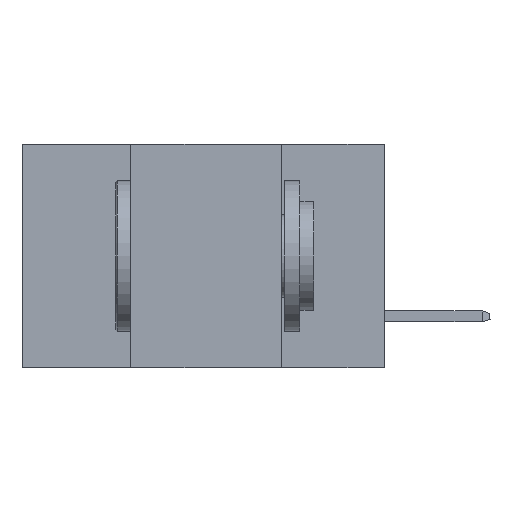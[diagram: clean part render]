
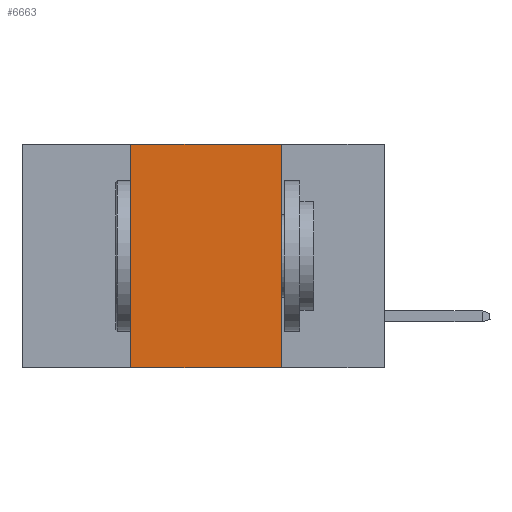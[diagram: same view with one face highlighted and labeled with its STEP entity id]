
A CAD part, left-side view. The second image highlights one B-rep face of the part: STEP entity #6663.
In plain terms, the highlighted planar face has unit normal (-1, 0, 0).
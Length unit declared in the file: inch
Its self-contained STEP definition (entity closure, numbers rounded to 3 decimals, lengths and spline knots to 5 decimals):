
#5 = DIRECTION ( 'NONE',  ( 0., 0., -1. ) ) ;
#321 = LINE ( 'NONE', #7343, #6829 ) ;
#438 = CARTESIAN_POINT ( 'NONE',  ( 0., 0.42, -0.37 ) ) ;
#545 = VERTEX_POINT ( 'NONE', #1773 ) ;
#915 = EDGE_CURVE ( 'NONE', #2540, #545, #4870, .T. ) ;
#1773 = CARTESIAN_POINT ( 'NONE',  ( 0., 0.42, 0. ) ) ;
#1804 = EDGE_CURVE ( 'NONE', #2540, #2681, #4177, .T. ) ;
#1986 = EDGE_CURVE ( 'NONE', #545, #7822, #321, .T. ) ;
#2540 = VERTEX_POINT ( 'NONE', #438 ) ;
#2681 = VERTEX_POINT ( 'NONE', #6930 ) ;
#4177 = LINE ( 'NONE', #7657, #9481 ) ;
#4388 = VECTOR ( 'NONE', #5, 39.37008 ) ;
#4664 = LINE ( 'NONE', #8184, #4388 ) ;
#4870 = LINE ( 'NONE', #5763, #8746 ) ;
#5560 = PLANE ( 'NONE',  #9508 ) ;
#5763 = CARTESIAN_POINT ( 'NONE',  ( 0., 0.42, 0. ) ) ;
#5784 = FACE_OUTER_BOUND ( 'NONE', #6934, .T. ) ;
#6230 = DIRECTION ( 'NONE',  ( 0., -1., 0. ) ) ;
#6304 = CARTESIAN_POINT ( 'NONE',  ( 0., 0.17, 0. ) ) ;
#6663 = ADVANCED_FACE ( 'NONE', ( #5784 ), #5560, .F. ) ;
#6829 = VECTOR ( 'NONE', #6230, 39.37008 ) ;
#6930 = CARTESIAN_POINT ( 'NONE',  ( 0., 0.17, -0.37 ) ) ;
#6934 = EDGE_LOOP ( 'NONE', ( #7442, #7450, #7504, #7558 ) ) ;
#7343 = CARTESIAN_POINT ( 'NONE',  ( 0., 0.6, 0. ) ) ;
#7442 = ORIENTED_EDGE ( 'NONE', *, *, #8952, .F. ) ;
#7450 = ORIENTED_EDGE ( 'NONE', *, *, #1986, .F. ) ;
#7504 = ORIENTED_EDGE ( 'NONE', *, *, #915, .F. ) ;
#7558 = ORIENTED_EDGE ( 'NONE', *, *, #1804, .T. ) ;
#7648 = DIRECTION ( 'NONE',  ( 0., -1., 0. ) ) ;
#7657 = CARTESIAN_POINT ( 'NONE',  ( 0., 0.6, -0.37 ) ) ;
#7684 = DIRECTION ( 'NONE',  ( 0., 0., -1. ) ) ;
#7771 = DIRECTION ( 'NONE',  ( 1., 0., 0. ) ) ;
#7773 = CARTESIAN_POINT ( 'NONE',  ( 0., 0.6, 0. ) ) ;
#7822 = VERTEX_POINT ( 'NONE', #6304 ) ;
#8184 = CARTESIAN_POINT ( 'NONE',  ( 0., 0.17, 0. ) ) ;
#8668 = DIRECTION ( 'NONE',  ( 0., 0., 1. ) ) ;
#8746 = VECTOR ( 'NONE', #8668, 39.37008 ) ;
#8952 = EDGE_CURVE ( 'NONE', #7822, #2681, #4664, .T. ) ;
#9481 = VECTOR ( 'NONE', #7648, 39.37008 ) ;
#9508 = AXIS2_PLACEMENT_3D ( 'NONE', #7773, #7771, #7684 ) ;
